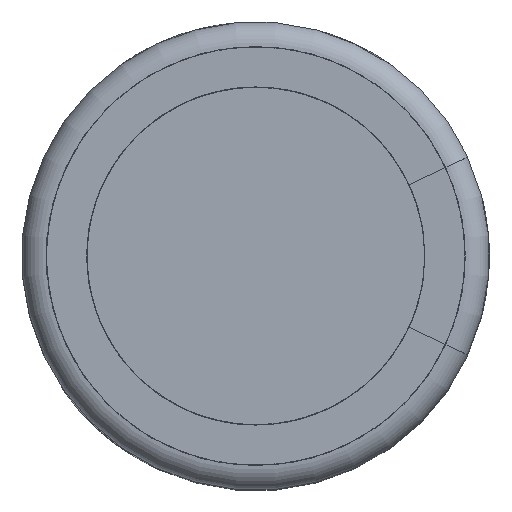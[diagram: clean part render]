
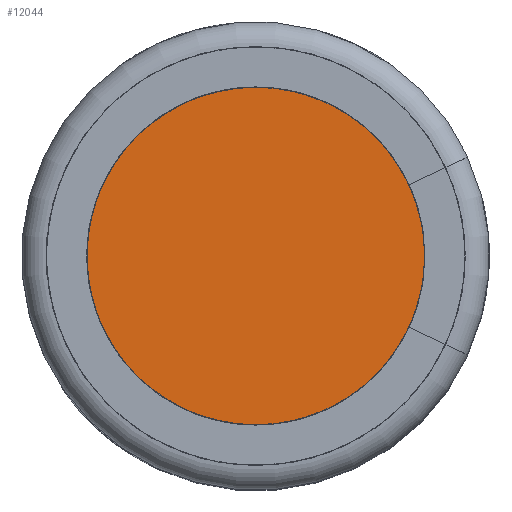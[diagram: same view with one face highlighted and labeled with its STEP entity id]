
A CAD part, top view. The second image highlights one B-rep face of the part: STEP entity #12044.
In plain terms, the highlighted planar face has unit normal (0, 0, 1).
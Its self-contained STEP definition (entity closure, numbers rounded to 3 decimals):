
#1776=PLANE('',#12876);
#2073=CIRCLE('',#12875,4.477);
#4507=ORIENTED_EDGE('',*,*,#5736,.F.);
#5736=EDGE_CURVE('',#6571,#6571,#2073,.T.);
#6571=VERTEX_POINT('',#23426);
#7370=EDGE_LOOP('',(#4507));
#7986=FACE_BOUND('',#7370,.T.);
#12044=ADVANCED_FACE('',(#7986),#1776,.T.);
#12875=AXIS2_PLACEMENT_3D('',#23425,#15148,#15149);
#12876=AXIS2_PLACEMENT_3D('',#23427,#15150,#15151);
#15148=DIRECTION('',(0.,0.,-1.));
#15149=DIRECTION('',(-1.,0.,0.));
#15150=DIRECTION('',(0.,0.,1.));
#15151=DIRECTION('',(1.,0.,0.));
#23425=CARTESIAN_POINT('',(0.,0.,9.78));
#23426=CARTESIAN_POINT('',(-4.477,0.,9.78));
#23427=CARTESIAN_POINT('',(-4.477,0.,9.78));
